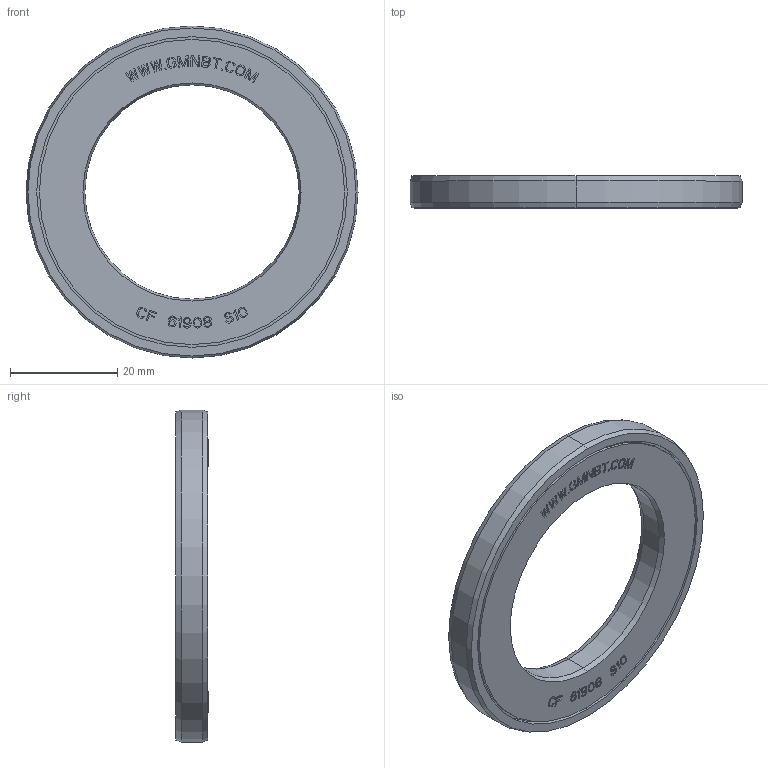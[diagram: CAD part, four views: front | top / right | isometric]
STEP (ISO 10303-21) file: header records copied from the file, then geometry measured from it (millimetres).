
FILE_DESCRIPTION((''),'2;1');
FILE_NAME('CF61908S10_PRT','2016-05-13T',('sales 4'),(''),'PRO/ENGINEER BY PARAMETRIC TECHNOLOGY CORPORATION, 2013150','PRO/ENGINEER BY PARAMETRIC TECHNOLOGY CORPORATION, 2013150','');
FILE_SCHEMA(('AUTOMOTIVE_DESIGN { 1 0 10303 214 1 1 1 1 }'));
Length unit declared in the file: millimetre
Products named in the file (1): CF61908S10_PRT
Bounding box: 62 x 6.05 x 62 mm (x, y, z)
Volume: 9152.7 mm3; surface area: 11435.9 mm2
Topology: 2 solids, 2 shells, 738 faces, 2062 edges, 1370 vertices
Faces by surface type: plane 696, cylinder 30, cone 12
Entity records: 30304 total; most frequent: CARTESIAN_POINT 4172, ORIENTED_EDGE 4124, DIRECTION 3608, PRESENTATION_STYLE_ASSIGNMENT 2137, STYLED_ITEM 2083, CURVE_STYLE 2062, EDGE_CURVE 2062, VECTOR 1992
